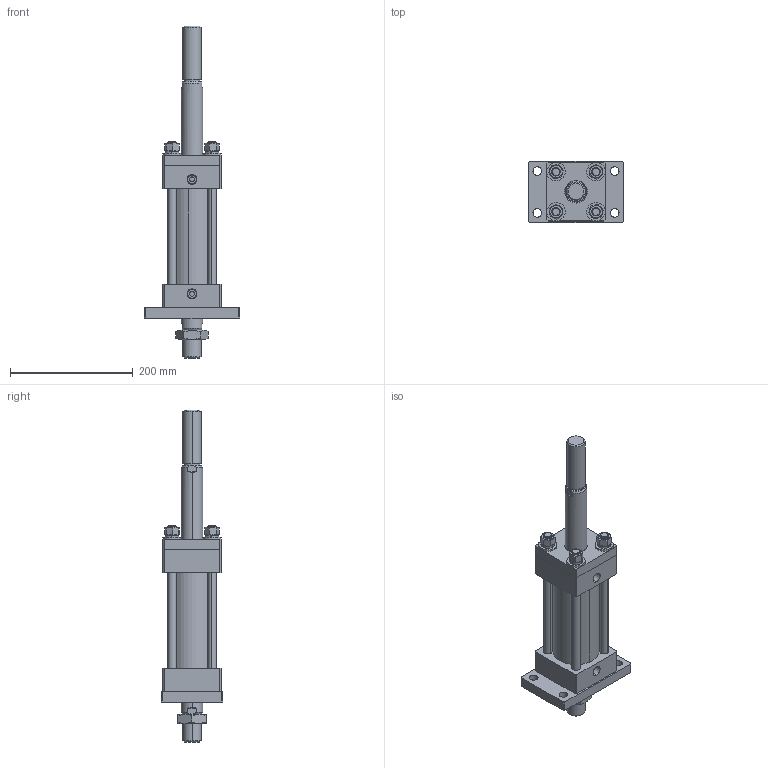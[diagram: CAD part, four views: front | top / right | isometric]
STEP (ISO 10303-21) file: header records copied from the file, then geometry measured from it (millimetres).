
FILE_DESCRIPTION (( 'STEP AP203' ), '1' );
FILE_NAME ('HOD-63-35-100-FA.STEP', '2021-04-27T05:51:47', ( '微软用户' ), ( '微软中国' ), 'SwSTEP 2.0', 'SolidWorks 2012', '' );
FILE_SCHEMA (( 'CONFIG_CONTROL_DESIGN' ));
Length unit declared in the file: millimetre
Products named in the file (11): HOB-63-35-100-FA楊擘; HOD-63-35-100-FA; HOB-63-35-100楊擘; hex nuts, style 1-grades ab gb_GB_FASTENER_NUT_SNAB1 M14-C; plain washers--product grade c gb_GB_FASTENER_WASHER_SMWC 16; spring lock washers--normal type gb_GB_FASTENER_WASHER_SW 14; HOD-63-35-100-FA嶺裝; HOD-63-35-100活塞杆; HOB-63-35-100前盖; HOB-63-35-100掛极; hex thin nuts-grades ab-chamfered gb_GB_FASTENER_NUT_STNAB  B M30-N
Assembly tree (23 placements, depth 2):
  HOD-63-35-100-FA
    HOB-63-35-100掛极
    HOB-63-35-100前盖  x2
    HOD-63-35-100活塞杆
    HOD-63-35-100-FA嶺裝  x4
    spring lock washers--normal type gb_GB_FASTENER_WASHER_SW 14  x4
    plain washers--product grade c gb_GB_FASTENER_WASHER_SMWC 16  x4
    hex nuts, style 1-grades ab gb_GB_FASTENER_NUT_SNAB1 M14-C  x4
    hex thin nuts-grades ab-chamfered gb_GB_FASTENER_NUT_STNAB  B M30-N
    HOB-63-35-100楊擘
    HOB-63-35-100-FA楊擘
Bounding box: 155 x 100 x 540 mm (x, y, z)
Volume: 1913380.2 mm3; surface area: 367394.2 mm2
Topology: 23 solids, 23 shells, 378 faces, 870 edges, 548 vertices
Faces by surface type: cylinder 140, plane 138, cone 88, torus 12
Entity records: 8185 total; most frequent: CARTESIAN_POINT 1544, DIRECTION 1154, ORIENTED_EDGE 1000, EDGE_CURVE 500, AXIS2_PLACEMENT_3D 464, VERTEX_POINT 316, EDGE_LOOP 268, VECTOR 226
